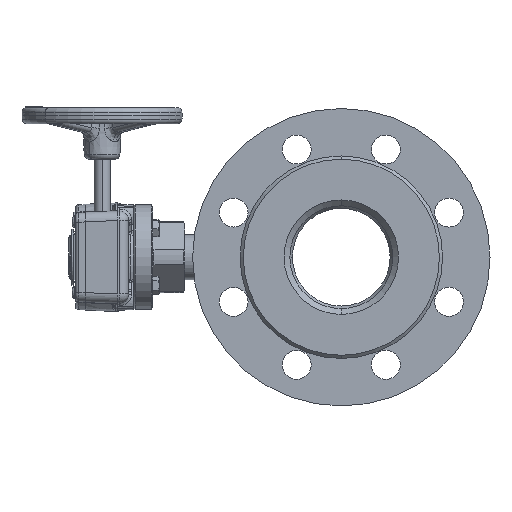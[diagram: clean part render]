
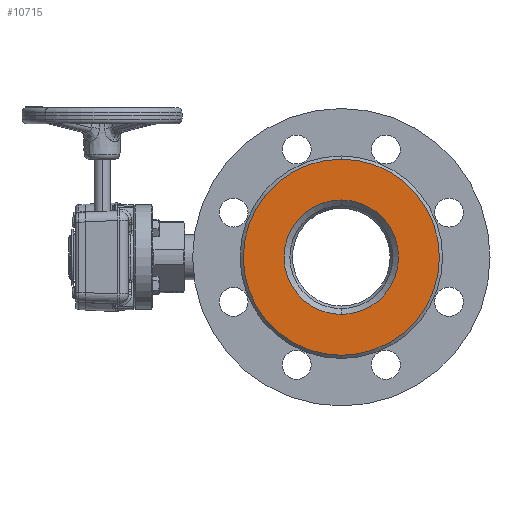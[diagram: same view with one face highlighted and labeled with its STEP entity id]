
A CAD part, left-side view. The second image highlights one B-rep face of the part: STEP entity #10715.
In plain terms, the highlighted planar face has unit normal (-1, 0, 0).
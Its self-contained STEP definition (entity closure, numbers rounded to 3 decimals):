
#103 = AXIS2_PLACEMENT_3D ( 'NONE', #30151, #16609, #6091 ) ;
#1426 = DIRECTION ( 'NONE',  ( 1., 0., 0. ) ) ;
#2663 = DIRECTION ( 'NONE',  ( -1., 0., 0. ) ) ;
#2925 = VERTEX_POINT ( 'NONE', #19200 ) ;
#4170 = FACE_BOUND ( 'NONE', #19044, .T. ) ;
#6028 = CIRCLE ( 'NONE', #12668, 61. ) ;
#6091 = DIRECTION ( 'NONE',  ( 0., 0., 1. ) ) ;
#6639 = EDGE_LOOP ( 'NONE', ( #28688, #25829 ) ) ;
#7079 = AXIS2_PLACEMENT_3D ( 'NONE', #20733, #38137, #27370 ) ;
#7257 = CARTESIAN_POINT ( 'NONE',  ( -145., 71.142, -61. ) ) ;
#10040 = AXIS2_PLACEMENT_3D ( 'NONE', #34027, #2663, #27842 ) ;
#10715 = ADVANCED_FACE ( 'NONE', ( #4170, #35996 ), #39666, .F. ) ;
#12232 = CIRCLE ( 'NONE', #7079, 35.6 ) ;
#12668 = AXIS2_PLACEMENT_3D ( 'NONE', #42517, #24634, #38372 ) ;
#16609 = DIRECTION ( 'NONE',  ( -1., 0., 0. ) ) ;
#19044 = EDGE_LOOP ( 'NONE', ( #28613, #44271 ) ) ;
#19200 = CARTESIAN_POINT ( 'NONE',  ( -145., 71.142, 35.6 ) ) ;
#20733 = CARTESIAN_POINT ( 'NONE',  ( -145., 71.142, 0. ) ) ;
#21680 = VERTEX_POINT ( 'NONE', #25552 ) ;
#21788 = CARTESIAN_POINT ( 'NONE',  ( -145., 71.142, 61. ) ) ;
#24634 = DIRECTION ( 'NONE',  ( -1., 0., 0. ) ) ;
#24793 = DIRECTION ( 'NONE',  ( 0., 0., -1. ) ) ;
#25552 = CARTESIAN_POINT ( 'NONE',  ( -145., 71.142, -35.6 ) ) ;
#25644 = EDGE_CURVE ( 'NONE', #41376, #33805, #42342, .T. ) ;
#25829 = ORIENTED_EDGE ( 'NONE', *, *, #32498, .T. ) ;
#27370 = DIRECTION ( 'NONE',  ( 0., 0., 1. ) ) ;
#27842 = DIRECTION ( 'NONE',  ( 0., 0., 1. ) ) ;
#28613 = ORIENTED_EDGE ( 'NONE', *, *, #41816, .F. ) ;
#28688 = ORIENTED_EDGE ( 'NONE', *, *, #25644, .T. ) ;
#30151 = CARTESIAN_POINT ( 'NONE',  ( -145., 71.142, 0. ) ) ;
#32498 = EDGE_CURVE ( 'NONE', #33805, #41376, #6028, .T. ) ;
#33737 = CIRCLE ( 'NONE', #103, 35.6 ) ;
#33805 = VERTEX_POINT ( 'NONE', #21788 ) ;
#34027 = CARTESIAN_POINT ( 'NONE',  ( -145., 71.142, 0. ) ) ;
#35170 = AXIS2_PLACEMENT_3D ( 'NONE', #42666, #1426, #24793 ) ;
#35996 = FACE_OUTER_BOUND ( 'NONE', #6639, .T. ) ;
#38137 = DIRECTION ( 'NONE',  ( -1., 0., 0. ) ) ;
#38372 = DIRECTION ( 'NONE',  ( 0., 0., 1. ) ) ;
#39666 = PLANE ( 'NONE',  #35170 ) ;
#40273 = EDGE_CURVE ( 'NONE', #21680, #2925, #33737, .T. ) ;
#41376 = VERTEX_POINT ( 'NONE', #7257 ) ;
#41816 = EDGE_CURVE ( 'NONE', #2925, #21680, #12232, .T. ) ;
#42342 = CIRCLE ( 'NONE', #10040, 61. ) ;
#42517 = CARTESIAN_POINT ( 'NONE',  ( -145., 71.142, 0. ) ) ;
#42666 = CARTESIAN_POINT ( 'NONE',  ( -145., 106.742, 0. ) ) ;
#44271 = ORIENTED_EDGE ( 'NONE', *, *, #40273, .F. ) ;
